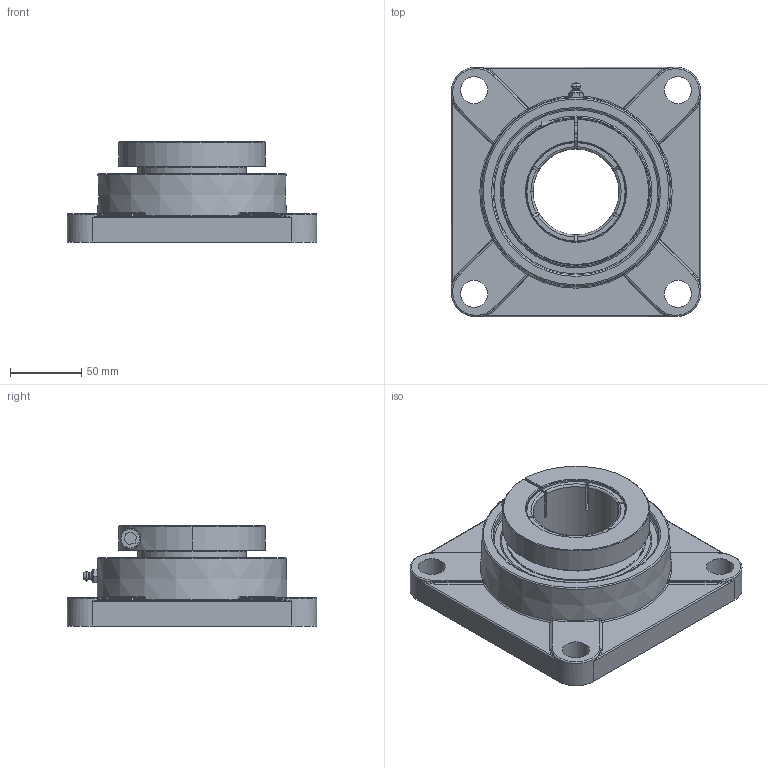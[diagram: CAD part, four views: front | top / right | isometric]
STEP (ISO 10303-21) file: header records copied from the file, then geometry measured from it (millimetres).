
FILE_DESCRIPTION(('HOOPS Exchange Step'),'2;1');
FILE_NAME('export-ABCDDD87-C0B5-46EB-9E42-FD59D3B0FE45.stp','2019-12-12T16:05:10+16:00',('ibuslach'),('Alibre'),'HOOPS Exchange 2019.2','Alibre','Unknown authorisation');
FILE_SCHEMA( ('AP242_MANAGED_MODEL_BASED_3D_ENGINEERING_MIM_LF {1 0 10303 442 1 1 4 }') );
Length unit declared in the file: centimetre
Products named in the file (8): MRN SF 212; UCP ZERK 6mm; SUE 212 BOLT; SUE 212 LOCK RING; SUE 212 SHIELD; SUE 212-38 RACES; MRN SUE 212-38; MRN SUEF 212-38
Assembly tree (8 placements, depth 3):
  MRN SUEF 212-38
    MRN SF 212
    UCP ZERK 6mm
    MRN SUE 212-38
      SUE 212 BOLT
      SUE 212 LOCK RING
      SUE 212 SHIELD  x2
      SUE 212-38 RACES
Bounding box: 175 x 175 x 70.2 mm (x, y, z)
Volume: 687361.2 mm3; surface area: 174507.8 mm2
Topology: 8 solids, 8 shells, 310 faces, 819 edges, 505 vertices
Faces by surface type: plane 89, cylinder 83, torus 50, cone 41, bspline 28, sphere 19
Full cylindrical faces by diameter (mm): 1.981 x2, 6 x2, 6.647 x2, 8.4 x1, 13 x1, 19 x4, 60.325 x1, 76 x4, 77.016 x2, 96 x2, 98 x2, 116.84 x1, 119.38 x1
Entity records: 15967 total; most frequent: CARTESIAN_POINT 8425, DIRECTION 1586, ORIENTED_EDGE 1550, EDGE_CURVE 775, AXIS2_PLACEMENT_3D 665, VERTEX_POINT 491, CIRCLE 366, EDGE_LOOP 334
